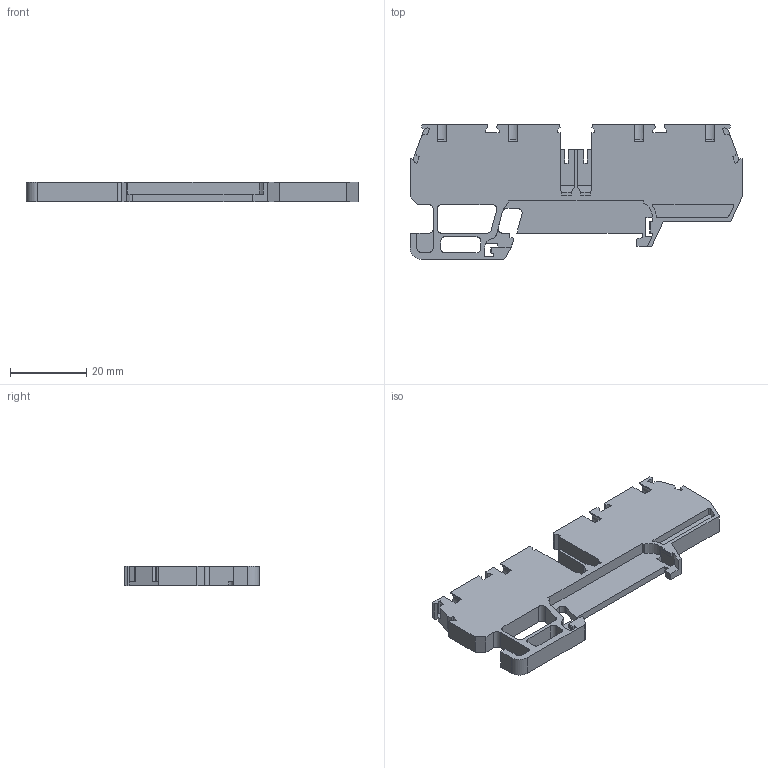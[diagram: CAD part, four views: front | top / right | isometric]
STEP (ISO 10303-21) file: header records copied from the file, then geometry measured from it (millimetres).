
FILE_DESCRIPTION (( 'STEP AP214' ), '1' );
FILE_NAME ('42452_DN-Q12-2-2.STEP', '2014-05-12T09:16:55', ( '' ), ( '' ), 'SwSTEP 2.0', 'SolidWorks 2013', '' );
FILE_SCHEMA (( 'AUTOMOTIVE_DESIGN' ));
Length unit declared in the file: millimetre
Products named in the file (1): 42452_DN-Q12-2-2
Bounding box: 87.2 x 35.4 x 5 mm (x, y, z)
Volume: 8143.4 mm3; surface area: 8257.9 mm2
Topology: 1 solids, 7 shells, 435 faces, 1177 edges, 773 vertices
Faces by surface type: plane 342, cylinder 73, bspline 16, cone 4
Entity records: 14135 total; most frequent: CARTESIAN_POINT 3088, ORIENTED_EDGE 2354, DIRECTION 2169, EDGE_CURVE 1177, LINE 941, VECTOR 941, VERTEX_POINT 773, AXIS2_PLACEMENT_3D 614
